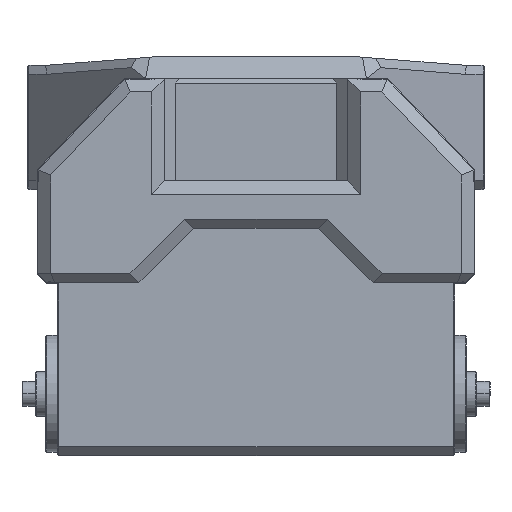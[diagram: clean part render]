
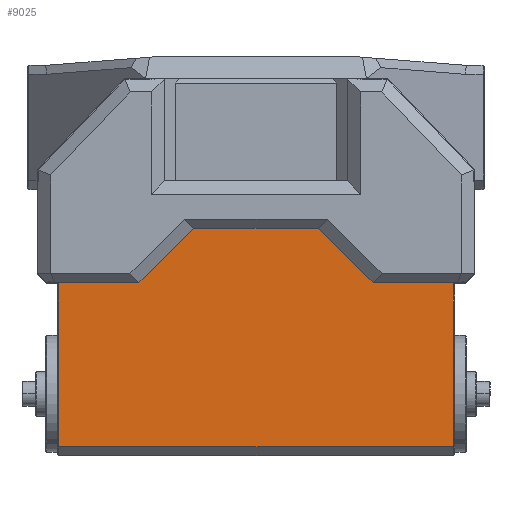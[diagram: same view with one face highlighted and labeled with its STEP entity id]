
A CAD part, top view. The second image highlights one B-rep face of the part: STEP entity #9025.
In plain terms, the highlighted planar face has unit normal (0, 0, 1).
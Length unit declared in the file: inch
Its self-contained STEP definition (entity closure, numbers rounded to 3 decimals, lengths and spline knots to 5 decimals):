
#25 = DIRECTION ( 'NONE',  ( 0.707, 0.707, 0. ) ) ;
#96 = EDGE_CURVE ( 'NONE', #6117, #4741, #8741, .T. ) ;
#173 = VECTOR ( 'NONE', #6868, 39.37008 ) ;
#415 = DIRECTION ( 'NONE',  ( 0., -1., 0. ) ) ;
#498 = LINE ( 'NONE', #5032, #7419 ) ;
#528 = CARTESIAN_POINT ( 'NONE',  ( 1.72047, -1.37795, 12.47047 ) ) ;
#593 = CARTESIAN_POINT ( 'NONE',  ( -1.02197, -1.37795, 12.47047 ) ) ;
#673 = VERTEX_POINT ( 'NONE', #528 ) ;
#842 = CARTESIAN_POINT ( 'NONE',  ( -0.00197, -1.37795, 12.47047 ) ) ;
#851 = DIRECTION ( 'NONE',  ( 1., 0., 0. ) ) ;
#880 = DIRECTION ( 'NONE',  ( 0.707, -0.707, 0. ) ) ;
#906 = VECTOR ( 'NONE', #1375, 39.37008 ) ;
#991 = ORIENTED_EDGE ( 'NONE', *, *, #3046, .F. ) ;
#1275 = CARTESIAN_POINT ( 'NONE',  ( -0.27362, -0.89929, 12.47047 ) ) ;
#1375 = DIRECTION ( 'NONE',  ( 1., 0., 0. ) ) ;
#1596 = DIRECTION ( 'NONE',  ( 1., 0., 0. ) ) ;
#2078 = DIRECTION ( 'NONE',  ( 0., -1., 0. ) ) ;
#2341 = FACE_OUTER_BOUND ( 'NONE', #6352, .T. ) ;
#2364 = CARTESIAN_POINT ( 'NONE',  ( 0.54331, -0.89929, 12.47047 ) ) ;
#2508 = VECTOR ( 'NONE', #1596, 39.37008 ) ;
#2585 = LINE ( 'NONE', #5629, #8806 ) ;
#3046 = EDGE_CURVE ( 'NONE', #6675, #4903, #6946, .T. ) ;
#3066 = ORIENTED_EDGE ( 'NONE', *, *, #7779, .F. ) ;
#3200 = CARTESIAN_POINT ( 'NONE',  ( 1.02197, -1.37795, 12.47047 ) ) ;
#3359 = CARTESIAN_POINT ( 'NONE',  ( -1.72047, -2.80709, 12.47047 ) ) ;
#3499 = ORIENTED_EDGE ( 'NONE', *, *, #6556, .F. ) ;
#3552 = DIRECTION ( 'NONE',  ( 0., 1., 0. ) ) ;
#3705 = LINE ( 'NONE', #4184, #5340 ) ;
#3839 = ORIENTED_EDGE ( 'NONE', *, *, #5191, .F. ) ;
#4184 = CARTESIAN_POINT ( 'NONE',  ( 1.72047, -0.66142, 12.47047 ) ) ;
#4457 = CARTESIAN_POINT ( 'NONE',  ( -1.72047, -2.80709, 12.47047 ) ) ;
#4639 = DIRECTION ( 'NONE',  ( 0., 0., -1. ) ) ;
#4741 = VERTEX_POINT ( 'NONE', #593 ) ;
#4903 = VERTEX_POINT ( 'NONE', #2364 ) ;
#5019 = CARTESIAN_POINT ( 'NONE',  ( 1.0228, -1.37878, 12.47047 ) ) ;
#5032 = CARTESIAN_POINT ( 'NONE',  ( -1.72047, -2.80709, 12.47047 ) ) ;
#5102 = ORIENTED_EDGE ( 'NONE', *, *, #7142, .F. ) ;
#5191 = EDGE_CURVE ( 'NONE', #7548, #673, #9049, .T. ) ;
#5280 = AXIS2_PLACEMENT_3D ( 'NONE', #8807, #4639, #415 ) ;
#5340 = VECTOR ( 'NONE', #2078, 39.37008 ) ;
#5605 = CARTESIAN_POINT ( 'NONE',  ( -0.00197, -1.37795, 12.47047 ) ) ;
#5629 = CARTESIAN_POINT ( 'NONE',  ( -1.02477, -1.38075, 12.47047 ) ) ;
#5876 = LINE ( 'NONE', #5019, #7516 ) ;
#5948 = LINE ( 'NONE', #4457, #7596 ) ;
#6102 = ORIENTED_EDGE ( 'NONE', *, *, #96, .F. ) ;
#6117 = VERTEX_POINT ( 'NONE', #7675 ) ;
#6343 = VERTEX_POINT ( 'NONE', #3359 ) ;
#6352 = EDGE_LOOP ( 'NONE', ( #6102, #3499, #7320, #5102, #3839, #8104, #991, #3066 ) ) ;
#6556 = EDGE_CURVE ( 'NONE', #6343, #6117, #498, .T. ) ;
#6675 = VERTEX_POINT ( 'NONE', #8589 ) ;
#6704 = PLANE ( 'NONE',  #5280 ) ;
#6868 = DIRECTION ( 'NONE',  ( 1., 0., 0. ) ) ;
#6946 = LINE ( 'NONE', #1275, #906 ) ;
#7142 = EDGE_CURVE ( 'NONE', #673, #8095, #3705, .T. ) ;
#7202 = EDGE_CURVE ( 'NONE', #4903, #7548, #5876, .T. ) ;
#7320 = ORIENTED_EDGE ( 'NONE', *, *, #8959, .T. ) ;
#7419 = VECTOR ( 'NONE', #3552, 39.37008 ) ;
#7516 = VECTOR ( 'NONE', #880, 39.37008 ) ;
#7548 = VERTEX_POINT ( 'NONE', #3200 ) ;
#7596 = VECTOR ( 'NONE', #851, 39.37008 ) ;
#7675 = CARTESIAN_POINT ( 'NONE',  ( -1.72047, -1.37795, 12.47047 ) ) ;
#7779 = EDGE_CURVE ( 'NONE', #4741, #6675, #2585, .T. ) ;
#8095 = VERTEX_POINT ( 'NONE', #8222 ) ;
#8104 = ORIENTED_EDGE ( 'NONE', *, *, #7202, .F. ) ;
#8222 = CARTESIAN_POINT ( 'NONE',  ( 1.72047, -2.80709, 12.47047 ) ) ;
#8589 = CARTESIAN_POINT ( 'NONE',  ( -0.54331, -0.89929, 12.47047 ) ) ;
#8741 = LINE ( 'NONE', #842, #2508 ) ;
#8806 = VECTOR ( 'NONE', #25, 39.37008 ) ;
#8807 = CARTESIAN_POINT ( 'NONE',  ( -0.00394, -2.88583, 12.47047 ) ) ;
#8959 = EDGE_CURVE ( 'NONE', #6343, #8095, #5948, .T. ) ;
#9025 = ADVANCED_FACE ( 'NONE', ( #2341 ), #6704, .F. ) ;
#9049 = LINE ( 'NONE', #5605, #173 ) ;
